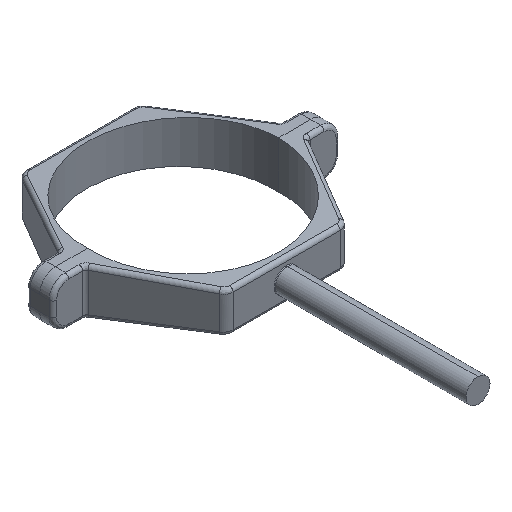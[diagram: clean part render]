
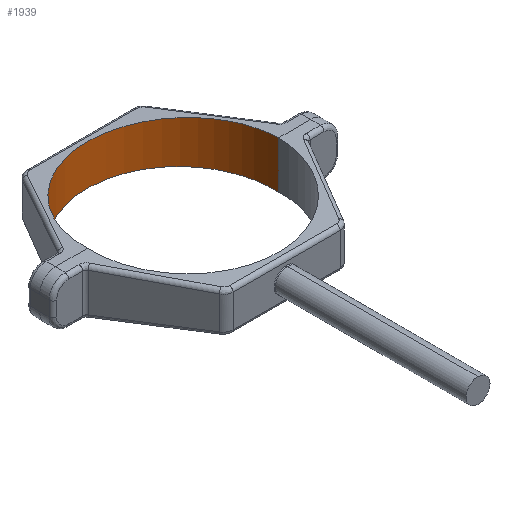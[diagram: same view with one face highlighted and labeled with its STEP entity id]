
A CAD part, isometric view. The second image highlights one B-rep face of the part: STEP entity #1939.
In plain terms, the highlighted cylindrical face has radius 76.2 mm (diameter 152.4 mm), a partial arc.
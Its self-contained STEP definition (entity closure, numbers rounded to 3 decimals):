
#29 = VERTEX_POINT ( 'NONE', #2847 ) ;
#50 = CARTESIAN_POINT ( 'NONE',  ( -76.2, 0., 18.755 ) ) ;
#307 = DIRECTION ( 'NONE',  ( 0., 0., 1. ) ) ;
#387 = ORIENTED_EDGE ( 'NONE', *, *, #2288, .F. ) ;
#506 = ORIENTED_EDGE ( 'NONE', *, *, #1792, .T. ) ;
#551 = ORIENTED_EDGE ( 'NONE', *, *, #3178, .F. ) ;
#580 =( BOUNDED_CURVE ( )  B_SPLINE_CURVE ( 3, ( #50, #1387, #1958, #1670 ),
 .UNSPECIFIED., .F., .F. ) 
 B_SPLINE_CURVE_WITH_KNOTS ( ( 4, 4 ),
 ( 1.571, 4.712 ),
 .UNSPECIFIED. ) 
 CURVE ( )  GEOMETRIC_REPRESENTATION_ITEM ( )  RATIONAL_B_SPLINE_CURVE ( ( 1., 0.333, 0.333, 1. ) ) 
 REPRESENTATION_ITEM ( '' )  );
#885 = DIRECTION ( 'NONE',  ( 0., 0., 1. ) ) ;
#1290 =( BOUNDED_CURVE ( )  B_SPLINE_CURVE ( 3, ( #2325, #3158, #2612, #2880 ),
 .UNSPECIFIED., .F., .F. ) 
 B_SPLINE_CURVE_WITH_KNOTS ( ( 4, 4 ),
 ( 4.712, 7.854 ),
 .UNSPECIFIED. ) 
 CURVE ( )  GEOMETRIC_REPRESENTATION_ITEM ( )  RATIONAL_B_SPLINE_CURVE ( ( 1., 0.333, 0.333, 1. ) ) 
 REPRESENTATION_ITEM ( '' )  );
#1387 = CARTESIAN_POINT ( 'NONE',  ( -76.2, 152.4, 13.433 ) ) ;
#1400 = VERTEX_POINT ( 'NONE', #2219 ) ;
#1415 = EDGE_CURVE ( 'NONE', #1400, #29, #1647, .T. ) ;
#1425 = VERTEX_POINT ( 'NONE', #1948 ) ;
#1527 = CARTESIAN_POINT ( 'NONE',  ( -76.2, 0., -18.755 ) ) ;
#1548 = CARTESIAN_POINT ( 'NONE',  ( -76.2, 0., -18.755 ) ) ;
#1587 = EDGE_LOOP ( 'NONE', ( #551, #506, #1859, #387 ) ) ;
#1647 = LINE ( 'NONE', #2501, #2085 ) ;
#1670 = CARTESIAN_POINT ( 'NONE',  ( 76.2, 0., 18.755 ) ) ;
#1792 = EDGE_CURVE ( 'NONE', #2945, #1400, #1290, .T. ) ;
#1801 = AXIS2_PLACEMENT_3D ( 'NONE', #3081, #885, #2780 ) ;
#1859 = ORIENTED_EDGE ( 'NONE', *, *, #1415, .T. ) ;
#1939 = ADVANCED_FACE ( 'NONE', ( #2171 ), #2420, .F. ) ;
#1948 = CARTESIAN_POINT ( 'NONE',  ( -76.2, 0., 18.755 ) ) ;
#1958 = CARTESIAN_POINT ( 'NONE',  ( 76.2, 152.4, 13.433 ) ) ;
#2085 = VECTOR ( 'NONE', #307, 1000. ) ;
#2171 = FACE_OUTER_BOUND ( 'NONE', #1587, .T. ) ;
#2219 = CARTESIAN_POINT ( 'NONE',  ( 76.2, 0., -18.755 ) ) ;
#2288 = EDGE_CURVE ( 'NONE', #1425, #29, #580, .T. ) ;
#2325 = CARTESIAN_POINT ( 'NONE',  ( -76.2, 0., -18.755 ) ) ;
#2420 = CYLINDRICAL_SURFACE ( 'NONE', #1801, 76.2 ) ;
#2476 = VECTOR ( 'NONE', #3440, 1000. ) ;
#2501 = CARTESIAN_POINT ( 'NONE',  ( 76.2, 0., -18.755 ) ) ;
#2525 = LINE ( 'NONE', #1527, #2476 ) ;
#2612 = CARTESIAN_POINT ( 'NONE',  ( 76.2, 152.4, -13.433 ) ) ;
#2780 = DIRECTION ( 'NONE',  ( 1., 0., 0. ) ) ;
#2847 = CARTESIAN_POINT ( 'NONE',  ( 76.2, 0., 18.755 ) ) ;
#2880 = CARTESIAN_POINT ( 'NONE',  ( 76.2, 0., -18.755 ) ) ;
#2945 = VERTEX_POINT ( 'NONE', #1548 ) ;
#3081 = CARTESIAN_POINT ( 'NONE',  ( 0., 0., -18.755 ) ) ;
#3158 = CARTESIAN_POINT ( 'NONE',  ( -76.2, 152.4, -13.433 ) ) ;
#3178 = EDGE_CURVE ( 'NONE', #2945, #1425, #2525, .T. ) ;
#3440 = DIRECTION ( 'NONE',  ( 0., 0., 1. ) ) ;
